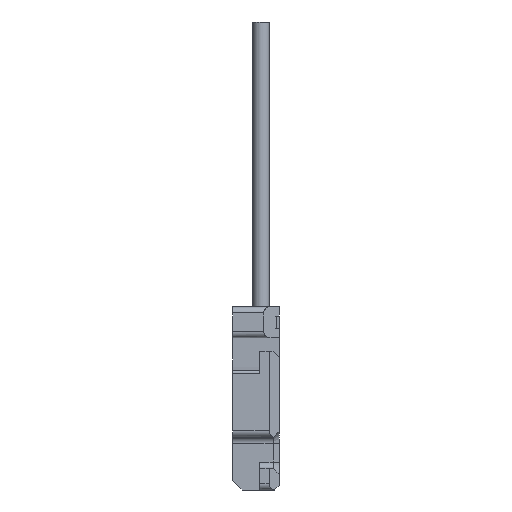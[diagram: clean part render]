
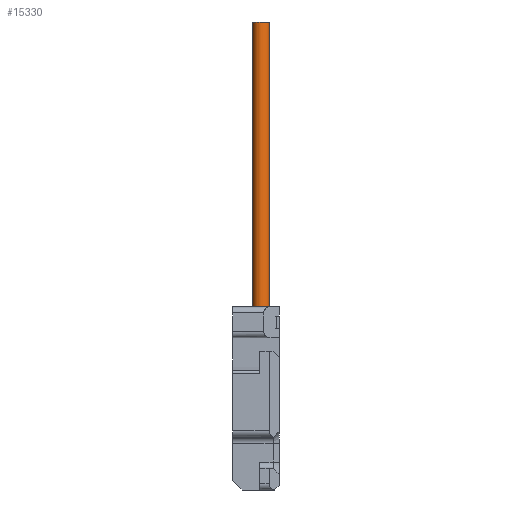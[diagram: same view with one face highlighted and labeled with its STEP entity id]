
A CAD part, left-side view. The second image highlights one B-rep face of the part: STEP entity #15330.
In plain terms, the highlighted cylindrical face has radius 0.27 mm (diameter 0.54 mm), a partial arc.
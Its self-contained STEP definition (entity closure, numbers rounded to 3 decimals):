
#1566 = VERTEX_POINT ( 'NONE', #9323 ) ;
#1570 = VERTEX_POINT ( 'NONE', #9327 ) ;
#1577 = VERTEX_POINT ( 'NONE', #9334 ) ;
#1578 = VERTEX_POINT ( 'NONE', #9335 ) ;
#9323 = CARTESIAN_POINT ( 'NONE',  ( 0.27, 0., 10. ) ) ;
#9327 = CARTESIAN_POINT ( 'NONE',  ( -0.27, 0., 10. ) ) ;
#9334 = CARTESIAN_POINT ( 'NONE',  ( 0.27, 0., 0. ) ) ;
#9335 = CARTESIAN_POINT ( 'NONE',  ( -0.27, 0., 0. ) ) ;
#9722 = EDGE_LOOP ( 'NONE', ( #13226, #13227, #13228, #13229 ) ) ;
#10216 = DIRECTION ( 'NONE',  ( 0., 0., -1. ) ) ;
#10220 = CARTESIAN_POINT ( 'NONE',  ( 0., 0., 10. ) ) ;
#10228 = DIRECTION ( 'NONE',  ( -1., 0., 0. ) ) ;
#10498 = AXIS2_PLACEMENT_3D ( 'NONE', #10220, #10216, #10228 ) ;
#10636 = AXIS2_PLACEMENT_3D ( 'NONE', #19566, #19567, #19568 ) ;
#10637 = AXIS2_PLACEMENT_3D ( 'NONE', #19569, #19570, #19571 ) ;
#13226 = ORIENTED_EDGE ( 'NONE', *, *, #15720, .T. ) ;
#13227 = ORIENTED_EDGE ( 'NONE', *, *, #15719, .T. ) ;
#13228 = ORIENTED_EDGE ( 'NONE', *, *, #15721, .T. ) ;
#13229 = ORIENTED_EDGE ( 'NONE', *, *, #15722, .F. ) ;
#15330 = ADVANCED_FACE ( 'NONE', ( #22972 ), #22996, .T. ) ;
#15719 = EDGE_CURVE ( 'NONE', #1566, #1577, #19936, .T. ) ;
#15720 = EDGE_CURVE ( 'NONE', #1570, #1566, #19941, .T. ) ;
#15721 = EDGE_CURVE ( 'NONE', #1577, #1578, #19940, .T. ) ;
#15722 = EDGE_CURVE ( 'NONE', #1570, #1578, #19942, .T. ) ;
#19562 = CARTESIAN_POINT ( 'NONE',  ( 0.27, 0., 10. ) ) ;
#19563 = DIRECTION ( 'NONE',  ( 0., 0., -1. ) ) ;
#19564 = CARTESIAN_POINT ( 'NONE',  ( -0.27, 0., 10. ) ) ;
#19565 = DIRECTION ( 'NONE',  ( 0., 0., -1. ) ) ;
#19566 = CARTESIAN_POINT ( 'NONE',  ( 0., 0., 10. ) ) ;
#19567 = DIRECTION ( 'NONE',  ( 0., 0., -1. ) ) ;
#19568 = DIRECTION ( 'NONE',  ( -1., 0., 0. ) ) ;
#19569 = CARTESIAN_POINT ( 'NONE',  ( 0., 0., 0. ) ) ;
#19570 = DIRECTION ( 'NONE',  ( 0., 0., 1. ) ) ;
#19571 = DIRECTION ( 'NONE',  ( -1., 0., 0. ) ) ;
#19936 = LINE ( 'NONE', #19562, #19939 ) ;
#19939 = VECTOR ( 'NONE', #19563, 1000. ) ;
#19940 = CIRCLE ( 'NONE', #10637, 0.27 ) ;
#19941 = CIRCLE ( 'NONE', #10636, 0.27 ) ;
#19942 = LINE ( 'NONE', #19564, #19944 ) ;
#19944 = VECTOR ( 'NONE', #19565, 1000. ) ;
#22972 = FACE_OUTER_BOUND ( 'NONE', #9722, .T. ) ;
#22996 = CYLINDRICAL_SURFACE ( 'NONE', #10498, 0.27 ) ;
